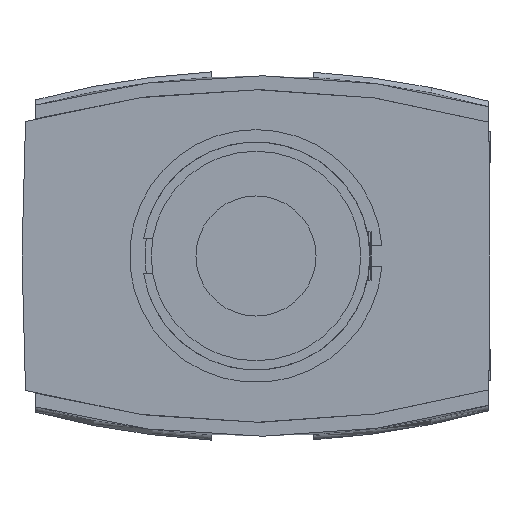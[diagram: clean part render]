
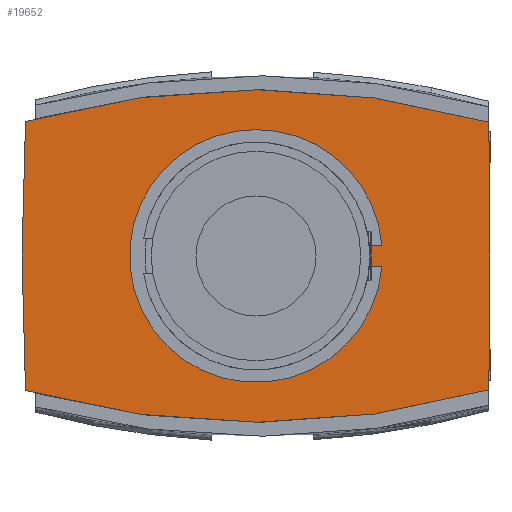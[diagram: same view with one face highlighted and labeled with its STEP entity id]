
A CAD part, front view. The second image highlights one B-rep face of the part: STEP entity #19652.
In plain terms, the highlighted planar face has unit normal (0, -1, 0).
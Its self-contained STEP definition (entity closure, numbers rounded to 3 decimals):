
#1221=CARTESIAN_POINT('',(-18.038,0.0,1.5));
#1222=VERTEX_POINT('',#1221);
#1231=CARTESIAN_POINT('',(18.038,0.0,-1.5));
#1232=VERTEX_POINT('',#1231);
#1233=CARTESIAN_POINT('',(0.0,0.0,0.));
#1234=DIRECTION('',(0.0,1.,0.0));
#1235=DIRECTION('',(0.997,0.0,-0.083));
#1236=AXIS2_PLACEMENT_3D('',#1233,#1234,#1235);
#1237=CIRCLE('',#1236,18.1);
#1238=EDGE_CURVE('',#1232,#1222,#1237,.T.);
#19228=CARTESIAN_POINT('',(-32.996,0.0,-19.253));
#19229=VERTEX_POINT('',#19228);
#19236=CARTESIAN_POINT('',(-33.5,0.0,0.0));
#19237=VERTEX_POINT('',#19236);
#19238=CARTESIAN_POINT('',(-32.996,0.0,-19.253));
#19239=DIRECTION('',(-0.026,0.0,1.));
#19240=VECTOR('',#19239,19.26);
#19241=LINE('',#19238,#19240);
#19242=EDGE_CURVE('',#19229,#19237,#19241,.T.);
#19286=CARTESIAN_POINT('',(33.5,0.0,0.0));
#19287=VERTEX_POINT('',#19286);
#19294=CARTESIAN_POINT('',(33.333,0.0,-19.158));
#19295=VERTEX_POINT('',#19294);
#19296=CARTESIAN_POINT('',(33.5,0.0,0.0));
#19297=DIRECTION('',(-0.009,0.0,-1.));
#19298=VECTOR('',#19297,19.159);
#19299=LINE('',#19296,#19298);
#19300=EDGE_CURVE('',#19287,#19295,#19299,.T.);
#19317=CARTESIAN_POINT('',(33.333,0.0,19.158));
#19318=VERTEX_POINT('',#19317);
#19325=CARTESIAN_POINT('',(33.333,0.0,19.158));
#19326=DIRECTION('',(0.009,0.0,-1.));
#19327=VECTOR('',#19326,19.159);
#19328=LINE('',#19325,#19327);
#19329=EDGE_CURVE('',#19318,#19287,#19328,.T.);
#19421=CARTESIAN_POINT('',(18.038,0.0,1.5));
#19422=VERTEX_POINT('',#19421);
#19429=CARTESIAN_POINT('',(0.0,0.0,0.));
#19430=DIRECTION('',(0.0,1.,0.0));
#19431=DIRECTION('',(0.997,0.0,-0.083));
#19432=AXIS2_PLACEMENT_3D('',#19429,#19430,#19431);
#19433=CIRCLE('',#19432,18.1);
#19434=EDGE_CURVE('',#1222,#19422,#19433,.T.);
#19446=CARTESIAN_POINT('',(16.5,0.0,-1.5));
#19447=VERTEX_POINT('',#19446);
#19448=CARTESIAN_POINT('',(16.5,0.0,-1.5));
#19449=DIRECTION('',(1.0,0.0,0.0));
#19450=VECTOR('',#19449,1.538);
#19451=LINE('',#19448,#19450);
#19452=EDGE_CURVE('',#19447,#1232,#19451,.T.);
#19470=CARTESIAN_POINT('',(16.5,0.0,1.5));
#19471=VERTEX_POINT('',#19470);
#19472=CARTESIAN_POINT('',(16.5,0.0,1.5));
#19473=DIRECTION('',(0.0,0.0,-1.0));
#19474=VECTOR('',#19473,3.);
#19475=LINE('',#19472,#19474);
#19476=EDGE_CURVE('',#19471,#19447,#19475,.T.);
#19494=CARTESIAN_POINT('',(18.038,0.0,1.5));
#19495=DIRECTION('',(-1.0,0.0,0.0));
#19496=VECTOR('',#19495,1.538);
#19497=LINE('',#19494,#19496);
#19498=EDGE_CURVE('',#19422,#19471,#19497,.T.);
#19559=CARTESIAN_POINT('',(-32.996,0.0,19.253));
#19560=VERTEX_POINT('',#19559);
#19567=CARTESIAN_POINT('',(0.,0.0,-98.2));
#19568=DIRECTION('',(0.0,1.0,0.0));
#19569=DIRECTION('',(-0.27,0.0,0.963));
#19570=AXIS2_PLACEMENT_3D('',#19567,#19568,#19569);
#19571=CIRCLE('',#19570,122.);
#19572=EDGE_CURVE('',#19560,#19318,#19571,.T.);
#19587=CARTESIAN_POINT('',(-33.5,0.0,0.0));
#19588=DIRECTION('',(0.026,0.0,1.));
#19589=VECTOR('',#19588,19.26);
#19590=LINE('',#19587,#19589);
#19591=EDGE_CURVE('',#19237,#19560,#19590,.T.);
#19611=CARTESIAN_POINT('',(0.,0.0,98.2));
#19612=DIRECTION('',(0.0,1.,0.0));
#19613=DIRECTION('',(0.273,0.0,-0.962));
#19614=AXIS2_PLACEMENT_3D('',#19611,#19612,#19613);
#19615=CIRCLE('',#19614,122.);
#19616=EDGE_CURVE('',#19295,#19229,#19615,.T.);
#19632=CARTESIAN_POINT('',(-1.368,0.0,4.496));
#19633=DIRECTION('',(0.0,1.0,0.0));
#19634=DIRECTION('',(-1.0,0.0,0.0));
#19635=AXIS2_PLACEMENT_3D('',#19632,#19633,#19634);
#19636=PLANE('',#19635);
#19637=ORIENTED_EDGE('',*,*,#19300,.F.);
#19638=ORIENTED_EDGE('',*,*,#19329,.F.);
#19639=ORIENTED_EDGE('',*,*,#19572,.F.);
#19640=ORIENTED_EDGE('',*,*,#19591,.F.);
#19641=ORIENTED_EDGE('',*,*,#19242,.F.);
#19642=ORIENTED_EDGE('',*,*,#19616,.F.);
#19643=EDGE_LOOP('',(#19637,#19638,#19639,#19640,#19641,#19642));
#19644=FACE_OUTER_BOUND('',#19643,.T.);
#19645=ORIENTED_EDGE('',*,*,#1238,.T.);
#19646=ORIENTED_EDGE('',*,*,#19434,.T.);
#19647=ORIENTED_EDGE('',*,*,#19498,.T.);
#19648=ORIENTED_EDGE('',*,*,#19476,.T.);
#19649=ORIENTED_EDGE('',*,*,#19452,.T.);
#19650=EDGE_LOOP('',(#19645,#19646,#19647,#19648,#19649));
#19651=FACE_BOUND('',#19650,.T.);
#19652=ADVANCED_FACE('',(#19644,#19651),#19636,.F.);
